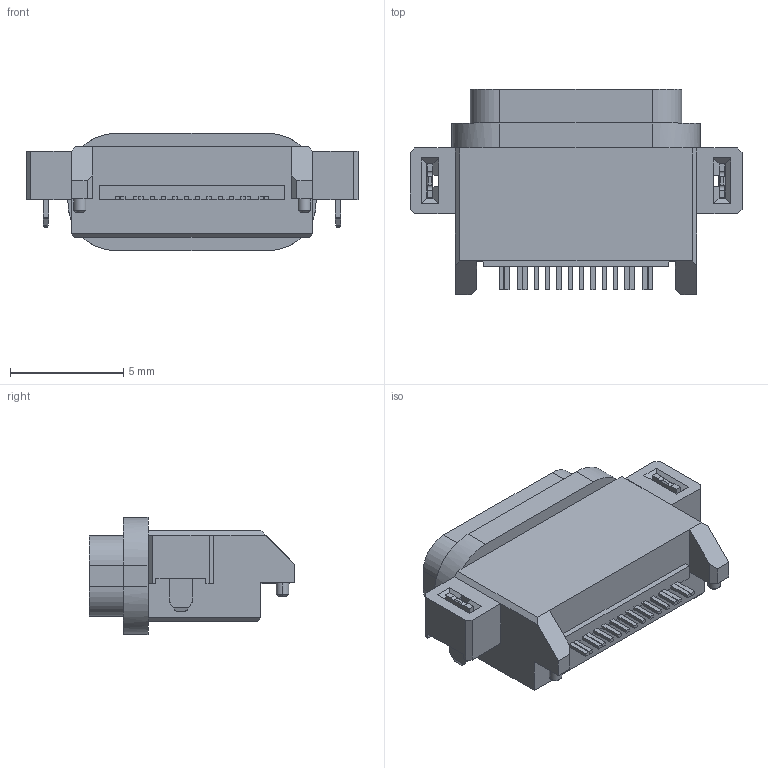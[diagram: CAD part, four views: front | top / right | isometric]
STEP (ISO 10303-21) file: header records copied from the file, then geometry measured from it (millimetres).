
FILE_DESCRIPTION((''),'2;1');
FILE_NAME('0021_29','2020-09-07T',('燠漆顫'),(''),'PRO/ENGINEER BY PARAMETRIC TECHNOLOGY CORPORATION, 2009090','PRO/ENGINEER BY PARAMETRIC TECHNOLOGY CORPORATION, 2009090','');
FILE_SCHEMA(('CONFIG_CONTROL_DESIGN'));
Length unit declared in the file: millimetre
Products named in the file (1): 0021_29
Bounding box: 14.64 x 9.08 x 5.16 mm (x, y, z)
Volume: 258.8 mm3; surface area: 686 mm2
Topology: 1 solids, 4 shells, 586 faces, 1741 edges, 1146 vertices
Faces by surface type: plane 488, cylinder 82, cone 16
Entity records: 19555 total; most frequent: CARTESIAN_POINT 3601, ORIENTED_EDGE 3482, DIRECTION 3067, EDGE_CURVE 1741, VECTOR 1523, LINE 1523, VERTEX_POINT 1146, AXIS2_PLACEMENT_3D 772
